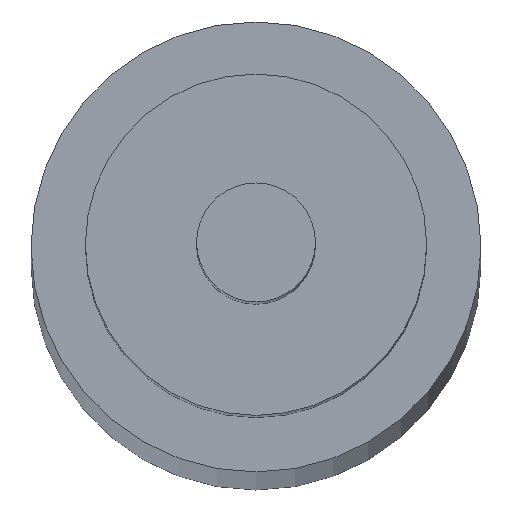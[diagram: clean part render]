
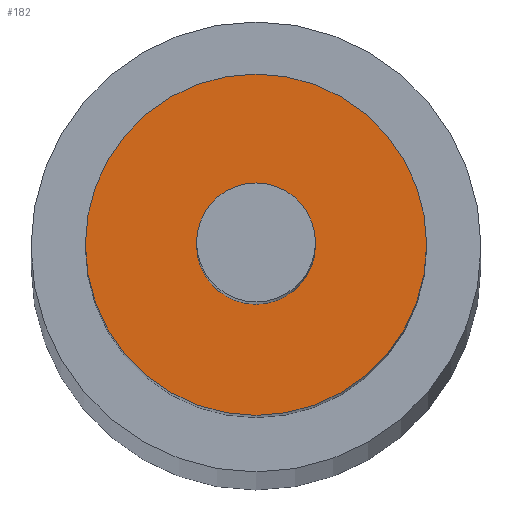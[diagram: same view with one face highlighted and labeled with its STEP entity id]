
A CAD part, top view. The second image highlights one B-rep face of the part: STEP entity #182.
In plain terms, the highlighted planar face has unit normal (0, 0, 1).
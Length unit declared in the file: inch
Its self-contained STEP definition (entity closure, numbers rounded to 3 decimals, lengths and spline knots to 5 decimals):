
#17 = DIRECTION ( 'NONE',  ( 0., 0., 1. ) ) ;
#18 = EDGE_CURVE ( 'NONE', #226, #226, #63, .T. ) ;
#20 = CARTESIAN_POINT ( 'NONE',  ( 0.033, 0., 0.25 ) ) ;
#28 = CIRCLE ( 'NONE', #260, 0.033 ) ;
#42 = DIRECTION ( 'NONE',  ( 1., 0., 0. ) ) ;
#63 = CIRCLE ( 'NONE', #243, 0.0115 ) ;
#79 = CARTESIAN_POINT ( 'NONE',  ( 0.0115, 0., 0.25 ) ) ;
#110 = FACE_OUTER_BOUND ( 'NONE', #116, .T. ) ;
#116 = EDGE_LOOP ( 'NONE', ( #274 ) ) ;
#131 = EDGE_CURVE ( 'NONE', #135, #135, #28, .T. ) ;
#135 = VERTEX_POINT ( 'NONE', #20 ) ;
#140 = CARTESIAN_POINT ( 'NONE',  ( 0., 0., 0.25 ) ) ;
#150 = DIRECTION ( 'NONE',  ( 0., 0., 1. ) ) ;
#168 = PLANE ( 'NONE',  #267 ) ;
#172 = CARTESIAN_POINT ( 'NONE',  ( 0., 0., 0.25 ) ) ;
#182 = ADVANCED_FACE ( 'NONE', ( #265, #110 ), #168, .T. ) ;
#194 = DIRECTION ( 'NONE',  ( 1., 0., 0. ) ) ;
#219 = DIRECTION ( 'NONE',  ( 1., 0., 0. ) ) ;
#226 = VERTEX_POINT ( 'NONE', #79 ) ;
#243 = AXIS2_PLACEMENT_3D ( 'NONE', #172, #150, #219 ) ;
#260 = AXIS2_PLACEMENT_3D ( 'NONE', #295, #293, #42 ) ;
#261 = EDGE_LOOP ( 'NONE', ( #266 ) ) ;
#265 = FACE_BOUND ( 'NONE', #261, .T. ) ;
#266 = ORIENTED_EDGE ( 'NONE', *, *, #18, .F. ) ;
#267 = AXIS2_PLACEMENT_3D ( 'NONE', #140, #17, #194 ) ;
#274 = ORIENTED_EDGE ( 'NONE', *, *, #131, .T. ) ;
#293 = DIRECTION ( 'NONE',  ( 0., 0., 1. ) ) ;
#295 = CARTESIAN_POINT ( 'NONE',  ( 0., 0., 0.25 ) ) ;
